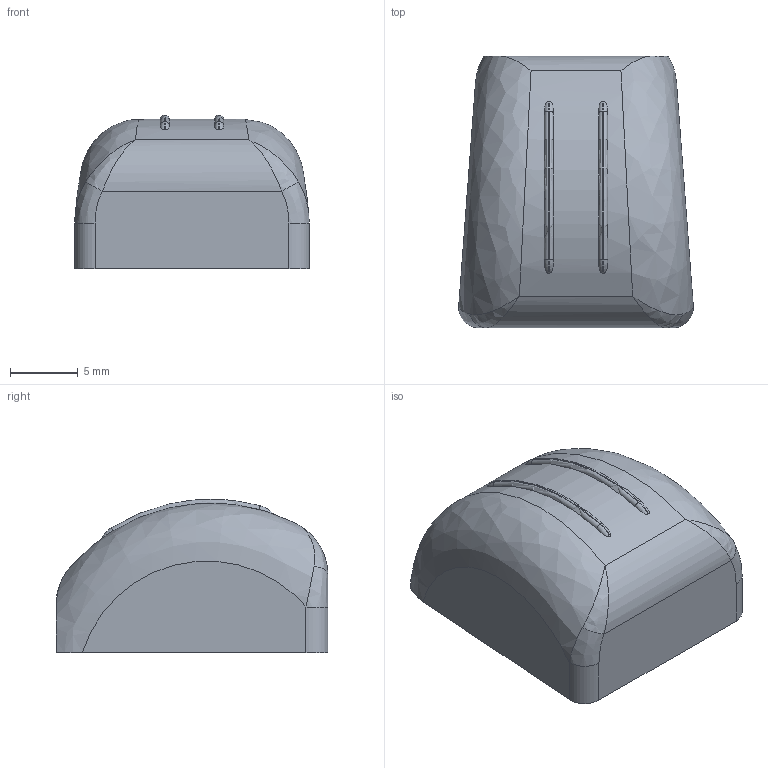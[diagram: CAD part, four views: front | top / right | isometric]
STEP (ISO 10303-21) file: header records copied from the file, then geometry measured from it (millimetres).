
FILE_DESCRIPTION(('FreeCAD Model'),'2;1');
FILE_NAME('Open CASCADE Shape Model','2023-03-16T10:02:51',('Author'),( ''),'Open CASCADE STEP processor 7.6','FreeCAD','Unknown');
FILE_SCHEMA(('AUTOMOTIVE_DESIGN { 1 0 10303 214 1 1 1 1 }'));
Length unit declared in the file: millimetre
Products named in the file (1): Keycap with Homing Bars
Bounding box: 17.26 x 20 x 11.3 mm (x, y, z)
Volume: 1857.1 mm3; surface area: 1642.7 mm2
Topology: 1 solids, 1 shells, 67 faces, 172 edges, 110 vertices
Faces by surface type: plane 36, torus 12, cylinder 11, bspline 8
Entity records: 6156 total; most frequent: CARTESIAN_POINT 2789, DIRECTION 524, LINE 342, VECTOR 342, ORIENTED_EDGE 340, PCURVE 340, DEFINITIONAL_REPRESENTATION 340, EDGE_CURVE 170
